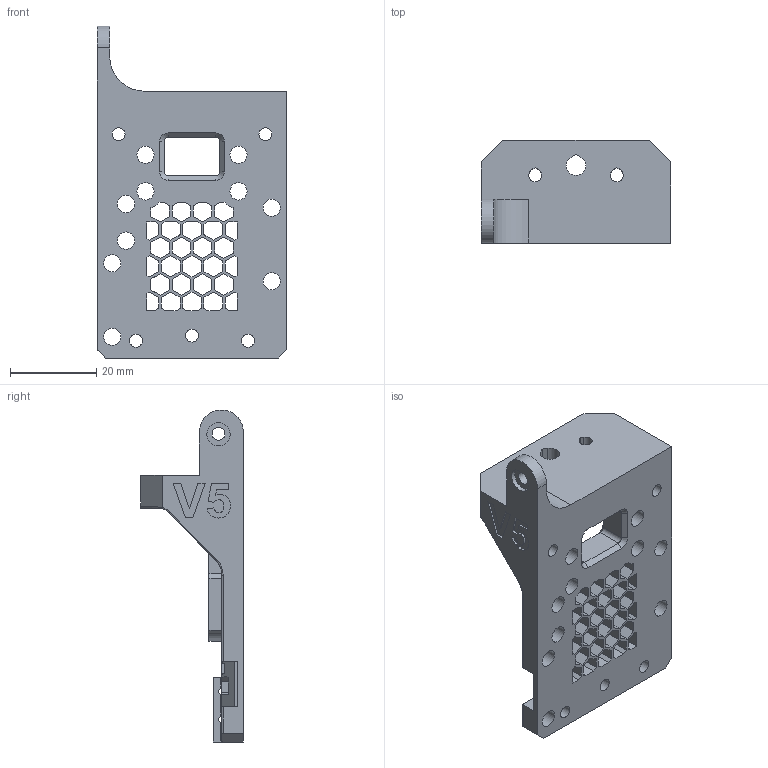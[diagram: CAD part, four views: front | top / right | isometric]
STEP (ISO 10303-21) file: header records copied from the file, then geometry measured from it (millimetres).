
FILE_DESCRIPTION(/* description */ (''),/* implementation_level */ '2;1');
FILE_NAME(/* name */ 'LGX Lite face plate V5 v22.step',/* time_stamp */ '2022-02-22T10:33:51+13:00',/* author */ (''),/* organization */ (''),/* preprocessor_version */ 'ST-DEVELOPER v18.1',/* originating_system */ 'Autodesk Translation Framework v10.13.0.1454',/* authorisation */ '');
FILE_SCHEMA (('AUTOMOTIVE_DESIGN { 1 0 10303 214 3 1 1 }'));
Length unit declared in the file: millimetre
Products named in the file (1): LGX Lite face plate V5
Bounding box: 44.1 x 23.85 x 77.13 mm (x, y, z)
Volume: 17222.5 mm3; surface area: 12211.6 mm2
Topology: 1 solids, 1 shells, 402 faces, 1162 edges, 755 vertices
Faces by surface type: plane 307, cylinder 61, bspline 18, torus 8, cone 8
Full cylindrical faces by diameter (mm): 3 x6, 4 x10, 5.4 x1, 5.6 x4
Entity records: 13580 total; most frequent: CARTESIAN_POINT 2844, ORIENTED_EDGE 2320, DIRECTION 2012, EDGE_CURVE 1160, LINE 970, VECTOR 970, VERTEX_POINT 755, AXIS2_PLACEMENT_3D 521
